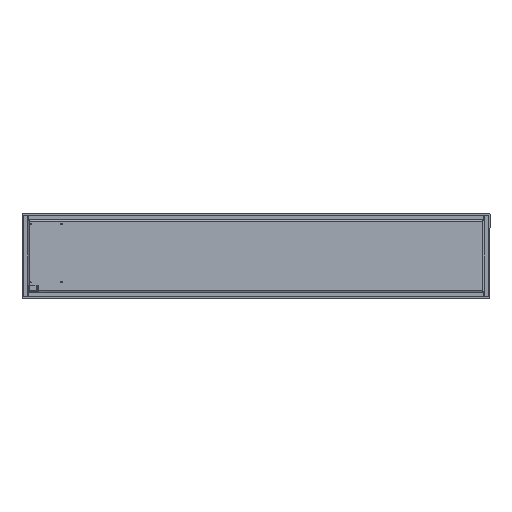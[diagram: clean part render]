
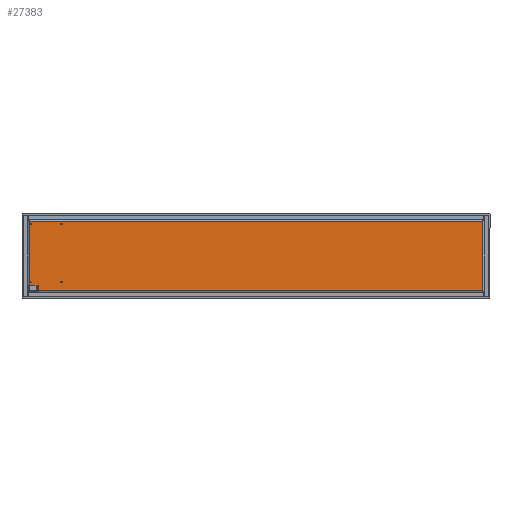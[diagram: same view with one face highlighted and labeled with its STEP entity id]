
A CAD part, front view. The second image highlights one B-rep face of the part: STEP entity #27383.
In plain terms, the highlighted planar face has unit normal (0, -1, 0).
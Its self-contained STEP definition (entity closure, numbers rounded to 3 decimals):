
#712 = LINE ( 'NONE', #14149, #65035 ) ;
#946 = CARTESIAN_POINT ( 'NONE',  ( -542.5, -160., -86.9 ) ) ;
#3857 = PLANE ( 'NONE',  #68717 ) ;
#4774 = DIRECTION ( 'NONE',  ( 0., -1., 0. ) ) ;
#7065 = DIRECTION ( 'NONE',  ( 0., 0., -1. ) ) ;
#8779 = VERTEX_POINT ( 'NONE', #68177 ) ;
#9303 = AXIS2_PLACEMENT_3D ( 'NONE', #75573, #74648, #68159 ) ;
#9988 = CARTESIAN_POINT ( 'NONE',  ( -484.5, -160., 80. ) ) ;
#10345 = FACE_BOUND ( 'NONE', #50278, .T. ) ;
#12169 = CARTESIAN_POINT ( 'NONE',  ( -562.5, -160., 80. ) ) ;
#13496 = VERTEX_POINT ( 'NONE', #13953 ) ;
#13953 = CARTESIAN_POINT ( 'NONE',  ( 564.9, -160., 86.9 ) ) ;
#14107 = CARTESIAN_POINT ( 'NONE',  ( 0., -160., -86.9 ) ) ;
#14149 = CARTESIAN_POINT ( 'NONE',  ( 564.9, -160., 87.793 ) ) ;
#14309 = CARTESIAN_POINT ( 'NONE',  ( -542.5, -160., -72.4 ) ) ;
#14767 = EDGE_CURVE ( 'NONE', #84162, #84162, #82942, .T. ) ;
#15257 = CIRCLE ( 'NONE', #9303, 2. ) ;
#16045 = VECTOR ( 'NONE', #27103, 1000. ) ;
#16511 = LINE ( 'NONE', #66548, #50542 ) ;
#17258 = EDGE_CURVE ( 'NONE', #23494, #23494, #25369, .T. ) ;
#17283 = LINE ( 'NONE', #46460, #72874 ) ;
#17579 = VERTEX_POINT ( 'NONE', #54723 ) ;
#22466 = EDGE_CURVE ( 'NONE', #13496, #35292, #16511, .T. ) ;
#23494 = VERTEX_POINT ( 'NONE', #73502 ) ;
#23647 = ORIENTED_EDGE ( 'NONE', *, *, #58732, .F. ) ;
#23674 = EDGE_CURVE ( 'NONE', #69565, #67529, #90466, .T. ) ;
#24676 = ORIENTED_EDGE ( 'NONE', *, *, #14767, .F. ) ;
#25263 = DIRECTION ( 'NONE',  ( 0., -1., 0. ) ) ;
#25369 = CIRCLE ( 'NONE', #54991, 2. ) ;
#26050 = DIRECTION ( 'NONE',  ( 0., 0., -1. ) ) ;
#26099 = ORIENTED_EDGE ( 'NONE', *, *, #35336, .F. ) ;
#27103 = DIRECTION ( 'NONE',  ( -1., 0., 0. ) ) ;
#27383 = ADVANCED_FACE ( 'NONE', ( #31657, #67307, #10345, #38590, #60383 ), #3857, .T. ) ;
#27908 = LINE ( 'NONE', #34843, #67652 ) ;
#27955 = DIRECTION ( 'NONE',  ( 0., -1., 0. ) ) ;
#27965 = DIRECTION ( 'NONE',  ( 0., 0., 1. ) ) ;
#29313 = EDGE_LOOP ( 'NONE', ( #56116 ) ) ;
#30417 = DIRECTION ( 'NONE',  ( -1., 0., 0. ) ) ;
#30630 = AXIS2_PLACEMENT_3D ( 'NONE', #83513, #27955, #55758 ) ;
#31657 = FACE_BOUND ( 'NONE', #29313, .T. ) ;
#34095 = ORIENTED_EDGE ( 'NONE', *, *, #42823, .T. ) ;
#34843 = CARTESIAN_POINT ( 'NONE',  ( -564.9, -160., 87.793 ) ) ;
#35292 = VERTEX_POINT ( 'NONE', #80333 ) ;
#35336 = EDGE_CURVE ( 'NONE', #88570, #88570, #82382, .T. ) ;
#36210 = EDGE_LOOP ( 'NONE', ( #41942 ) ) ;
#38201 = EDGE_CURVE ( 'NONE', #8779, #67529, #17283, .T. ) ;
#38590 = FACE_BOUND ( 'NONE', #66996, .T. ) ;
#40164 = ORIENTED_EDGE ( 'NONE', *, *, #38201, .T. ) ;
#41634 = ORIENTED_EDGE ( 'NONE', *, *, #23674, .F. ) ;
#41942 = ORIENTED_EDGE ( 'NONE', *, *, #82211, .F. ) ;
#42823 = EDGE_CURVE ( 'NONE', #35292, #8779, #27908, .T. ) ;
#42877 = DIRECTION ( 'NONE',  ( 0., 0., -1. ) ) ;
#43231 = AXIS2_PLACEMENT_3D ( 'NONE', #12169, #86605, #64901 ) ;
#46460 = CARTESIAN_POINT ( 'NONE',  ( 0., -160., -72.4 ) ) ;
#49891 = CARTESIAN_POINT ( 'NONE',  ( -484.5, -160., -67. ) ) ;
#49933 = CARTESIAN_POINT ( 'NONE',  ( -562.5, -160., 78. ) ) ;
#50278 = EDGE_LOOP ( 'NONE', ( #26099 ) ) ;
#50542 = VECTOR ( 'NONE', #30417, 1000. ) ;
#53421 = CARTESIAN_POINT ( 'NONE',  ( -562.5, -160., -67. ) ) ;
#53972 = DIRECTION ( 'NONE',  ( 0., 0., -1. ) ) ;
#54723 = CARTESIAN_POINT ( 'NONE',  ( 564.9, -160., -86.9 ) ) ;
#54991 = AXIS2_PLACEMENT_3D ( 'NONE', #9988, #25263, #53972 ) ;
#55758 = DIRECTION ( 'NONE',  ( 0., 0., -1. ) ) ;
#56116 = ORIENTED_EDGE ( 'NONE', *, *, #17258, .F. ) ;
#56225 = ORIENTED_EDGE ( 'NONE', *, *, #69329, .F. ) ;
#58732 = EDGE_CURVE ( 'NONE', #13496, #17579, #712, .T. ) ;
#60383 = FACE_OUTER_BOUND ( 'NONE', #65481, .T. ) ;
#64264 = ORIENTED_EDGE ( 'NONE', *, *, #22466, .T. ) ;
#64901 = DIRECTION ( 'NONE',  ( 0., 0., -1. ) ) ;
#65035 = VECTOR ( 'NONE', #42877, 1000. ) ;
#65481 = EDGE_LOOP ( 'NONE', ( #34095, #40164, #41634, #56225, #23647, #64264 ) ) ;
#66548 = CARTESIAN_POINT ( 'NONE',  ( 0., -160., 86.9 ) ) ;
#66996 = EDGE_LOOP ( 'NONE', ( #24676 ) ) ;
#67307 = FACE_BOUND ( 'NONE', #36210, .T. ) ;
#67529 = VERTEX_POINT ( 'NONE', #14309 ) ;
#67652 = VECTOR ( 'NONE', #7065, 1000. ) ;
#67875 = VECTOR ( 'NONE', #27965, 1000. ) ;
#68159 = DIRECTION ( 'NONE',  ( 0., 0., -1. ) ) ;
#68177 = CARTESIAN_POINT ( 'NONE',  ( -564.9, -160., -72.4 ) ) ;
#68717 = AXIS2_PLACEMENT_3D ( 'NONE', #82569, #4774, #26050 ) ;
#69329 = EDGE_CURVE ( 'NONE', #17579, #69565, #76656, .T. ) ;
#69565 = VERTEX_POINT ( 'NONE', #946 ) ;
#69640 = CARTESIAN_POINT ( 'NONE',  ( -542.5, -160., 0. ) ) ;
#72874 = VECTOR ( 'NONE', #73790, 1000. ) ;
#73502 = CARTESIAN_POINT ( 'NONE',  ( -484.5, -160., 78. ) ) ;
#73790 = DIRECTION ( 'NONE',  ( 1., 0., 0. ) ) ;
#74648 = DIRECTION ( 'NONE',  ( 0., -1., 0. ) ) ;
#75573 = CARTESIAN_POINT ( 'NONE',  ( -484.5, -160., -65. ) ) ;
#76656 = LINE ( 'NONE', #14107, #16045 ) ;
#80333 = CARTESIAN_POINT ( 'NONE',  ( -564.9, -160., 86.9 ) ) ;
#82211 = EDGE_CURVE ( 'NONE', #84575, #84575, #15257, .T. ) ;
#82382 = CIRCLE ( 'NONE', #30630, 2. ) ;
#82569 = CARTESIAN_POINT ( 'NONE',  ( 0., -160., 0. ) ) ;
#82942 = CIRCLE ( 'NONE', #43231, 2. ) ;
#83513 = CARTESIAN_POINT ( 'NONE',  ( -562.5, -160., -65. ) ) ;
#84162 = VERTEX_POINT ( 'NONE', #49933 ) ;
#84575 = VERTEX_POINT ( 'NONE', #49891 ) ;
#86605 = DIRECTION ( 'NONE',  ( 0., -1., 0. ) ) ;
#88570 = VERTEX_POINT ( 'NONE', #53421 ) ;
#90466 = LINE ( 'NONE', #69640, #67875 ) ;
